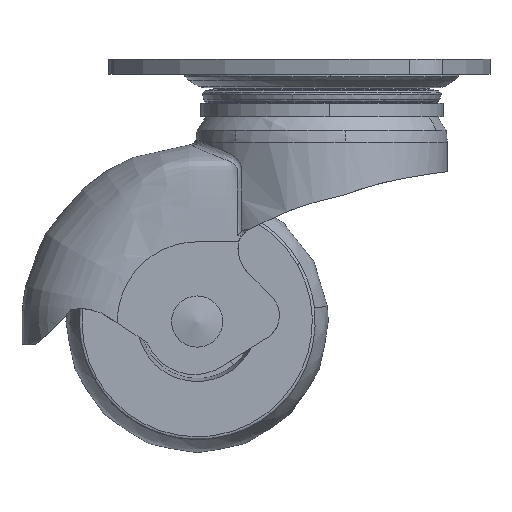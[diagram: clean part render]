
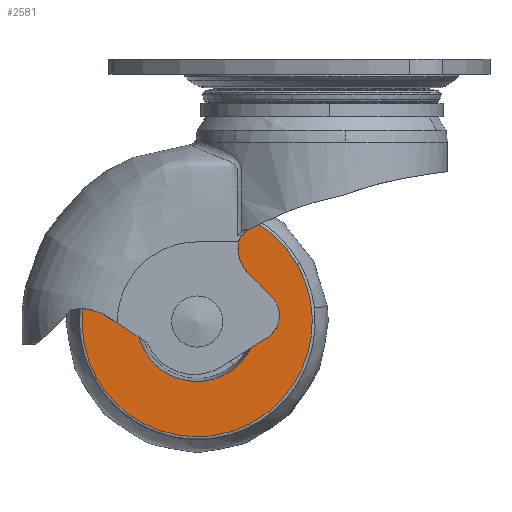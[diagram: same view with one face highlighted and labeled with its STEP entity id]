
A CAD part, front view. The second image highlights one B-rep face of the part: STEP entity #2581.
In plain terms, the highlighted free-form (B-spline) face has degree [1, 1] with [2, 2] control points.
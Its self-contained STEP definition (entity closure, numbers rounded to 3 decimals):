
#887=CARTESIAN_POINT('',(7.506,-8.,-45.219));
#888=VERTEX_POINT('',#887);
#894=CARTESIAN_POINT('',(0.0,-8.0,-30.858));
#895=VERTEX_POINT('',#894);
#896=CARTESIAN_POINT('',(0.0,-8.0,-30.858));
#897=CARTESIAN_POINT('',(9.142,-8.0,-30.858));
#898=CARTESIAN_POINT('',(9.142,-8.0,-40.0));
#899=CARTESIAN_POINT('',(9.142,-8.0,-42.866));
#900=CARTESIAN_POINT('',(7.506,-8.,-45.219));
#908=(BOUNDED_CURVE()B_SPLINE_CURVE(2,(#896,#897,#898,#899,#900),.UNSPECIFIED.,.F.,.U.)B_SPLINE_CURVE_WITH_KNOTS((3,2,3),(0.0,0.25,0.348),.UNSPECIFIED.)CURVE()GEOMETRIC_REPRESENTATION_ITEM()RATIONAL_B_SPLINE_CURVE((1.0,0.707,1.0,0.885,0.86))REPRESENTATION_ITEM(''));
#909=EDGE_CURVE('',#895,#888,#908,.T.);
#911=CARTESIAN_POINT('',(-9.114,-8.,-40.717));
#912=VERTEX_POINT('',#911);
#913=CARTESIAN_POINT('',(-9.114,-8.,-40.717));
#914=CARTESIAN_POINT('',(-9.142,-8.0,-40.359));
#915=CARTESIAN_POINT('',(-9.142,-8.0,-40.0));
#916=CARTESIAN_POINT('',(-9.142,-8.0,-30.858));
#917=CARTESIAN_POINT('',(0.0,-8.0,-30.858));
#925=(BOUNDED_CURVE()B_SPLINE_CURVE(2,(#913,#914,#915,#916,#917),.UNSPECIFIED.,.F.,.U.)B_SPLINE_CURVE_WITH_KNOTS((3,2,3),(0.736,0.75,1.0),.UNSPECIFIED.)CURVE()GEOMETRIC_REPRESENTATION_ITEM()RATIONAL_B_SPLINE_CURVE((0.97,0.984,1.0,0.707,1.0))REPRESENTATION_ITEM(''));
#926=EDGE_CURVE('',#912,#895,#925,.T.);
#1030=CARTESIAN_POINT('',(0.0,-8.0,-49.142));
#1031=VERTEX_POINT('',#1030);
#1032=CARTESIAN_POINT('',(0.0,-8.0,-49.142));
#1033=CARTESIAN_POINT('',(-8.451,-8.0,-49.142));
#1034=CARTESIAN_POINT('',(-9.114,-8.,-40.717));
#1042=(BOUNDED_CURVE()B_SPLINE_CURVE(2,(#1032,#1033,#1034),.UNSPECIFIED.,.F.,.U.)B_SPLINE_CURVE_WITH_KNOTS((3,3),(0.5,0.736),.UNSPECIFIED.)CURVE()GEOMETRIC_REPRESENTATION_ITEM()RATIONAL_B_SPLINE_CURVE((1.0,0.723,0.97))REPRESENTATION_ITEM(''));
#1043=EDGE_CURVE('',#1031,#912,#1042,.T.);
#1045=CARTESIAN_POINT('',(7.506,-8.,-45.219));
#1046=CARTESIAN_POINT('',(4.778,-8.0,-49.142));
#1047=CARTESIAN_POINT('',(0.0,-8.0,-49.142));
#1055=(BOUNDED_CURVE()B_SPLINE_CURVE(2,(#1045,#1046,#1047),.UNSPECIFIED.,.F.,.U.)B_SPLINE_CURVE_WITH_KNOTS((3,3),(0.348,0.5),.UNSPECIFIED.)CURVE()GEOMETRIC_REPRESENTATION_ITEM()RATIONAL_B_SPLINE_CURVE((0.86,0.822,1.0))REPRESENTATION_ITEM(''));
#1056=EDGE_CURVE('',#888,#1031,#1055,.T.);
#2077=CARTESIAN_POINT('',(-15.284,-8.0,-48.655));
#2078=VERTEX_POINT('',#2077);
#2092=CARTESIAN_POINT('',(0.0,-8.0,-22.435));
#2093=VERTEX_POINT('',#2092);
#2094=CARTESIAN_POINT('',(-15.284,-8.0,-48.655));
#2095=CARTESIAN_POINT('',(-17.565,-8.0,-44.628));
#2096=CARTESIAN_POINT('',(-17.565,-8.0,-40.0));
#2097=CARTESIAN_POINT('',(-17.565,-8.0,-22.435));
#2098=CARTESIAN_POINT('',(0.0,-8.0,-22.435));
#2106=(BOUNDED_CURVE()B_SPLINE_CURVE(2,(#2094,#2095,#2096,#2097,#2098),.UNSPECIFIED.,.F.,.U.)B_SPLINE_CURVE_WITH_KNOTS((3,2,3),(0.666,0.75,1.0),.UNSPECIFIED.)CURVE()GEOMETRIC_REPRESENTATION_ITEM()RATIONAL_B_SPLINE_CURVE((0.869,0.902,1.0,0.707,1.0))REPRESENTATION_ITEM(''));
#2107=EDGE_CURVE('',#2078,#2093,#2106,.T.);
#2109=CARTESIAN_POINT('',(15.284,-8.0,-31.345));
#2110=VERTEX_POINT('',#2109);
#2111=CARTESIAN_POINT('',(0.0,-8.0,-22.435));
#2112=CARTESIAN_POINT('',(10.239,-8.,-22.435));
#2113=CARTESIAN_POINT('',(15.284,-8.0,-31.345));
#2121=(BOUNDED_CURVE()B_SPLINE_CURVE(2,(#2111,#2112,#2113),.UNSPECIFIED.,.F.,.U.)B_SPLINE_CURVE_WITH_KNOTS((3,3),(0.0,0.166),.UNSPECIFIED.)CURVE()GEOMETRIC_REPRESENTATION_ITEM()RATIONAL_B_SPLINE_CURVE((1.0,0.805,0.869))REPRESENTATION_ITEM(''));
#2122=EDGE_CURVE('',#2093,#2110,#2121,.T.);
#2224=CARTESIAN_POINT('',(0.0,-8.0,-57.565));
#2225=VERTEX_POINT('',#2224);
#2226=CARTESIAN_POINT('',(15.284,-8.0,-31.345));
#2227=CARTESIAN_POINT('',(17.565,-8.0,-35.372));
#2228=CARTESIAN_POINT('',(17.565,-8.0,-40.0));
#2229=CARTESIAN_POINT('',(17.565,-8.0,-57.565));
#2230=CARTESIAN_POINT('',(0.0,-8.0,-57.565));
#2238=(BOUNDED_CURVE()B_SPLINE_CURVE(2,(#2226,#2227,#2228,#2229,#2230),.UNSPECIFIED.,.F.,.U.)B_SPLINE_CURVE_WITH_KNOTS((3,2,3),(0.166,0.25,0.5),.UNSPECIFIED.)CURVE()GEOMETRIC_REPRESENTATION_ITEM()RATIONAL_B_SPLINE_CURVE((0.869,0.902,1.0,0.707,1.0))REPRESENTATION_ITEM(''));
#2239=EDGE_CURVE('',#2110,#2225,#2238,.T.);
#2241=CARTESIAN_POINT('',(0.0,-8.0,-57.565));
#2242=CARTESIAN_POINT('',(-10.239,-8.0,-57.565));
#2243=CARTESIAN_POINT('',(-15.284,-8.0,-48.655));
#2251=(BOUNDED_CURVE()B_SPLINE_CURVE(2,(#2241,#2242,#2243),.UNSPECIFIED.,.F.,.U.)B_SPLINE_CURVE_WITH_KNOTS((3,3),(0.5,0.666),.UNSPECIFIED.)CURVE()GEOMETRIC_REPRESENTATION_ITEM()RATIONAL_B_SPLINE_CURVE((1.0,0.805,0.869))REPRESENTATION_ITEM(''));
#2252=EDGE_CURVE('',#2225,#2078,#2251,.T.);
#2564=CARTESIAN_POINT('',(-19.312,-8.0,-59.319));
#2565=CARTESIAN_POINT('',(-19.312,-8.0,-20.681));
#2566=CARTESIAN_POINT('',(19.312,-8.0,-59.319));
#2567=CARTESIAN_POINT('',(19.312,-8.0,-20.681));
#2568=B_SPLINE_SURFACE_WITH_KNOTS('',1,1,((#2564,#2566),(#2565,#2567)),.UNSPECIFIED.,.F.,.F.,.U.,(2,2),(2,2),(0.0,38.639),(0.0,38.623),.UNSPECIFIED.);
#2569=ORIENTED_EDGE('',*,*,#2107,.F.);
#2570=ORIENTED_EDGE('',*,*,#2252,.F.);
#2571=ORIENTED_EDGE('',*,*,#2239,.F.);
#2572=ORIENTED_EDGE('',*,*,#2122,.F.);
#2573=EDGE_LOOP('',(#2569,#2570,#2571,#2572));
#2574=FACE_OUTER_BOUND('',#2573,.T.);
#2575=ORIENTED_EDGE('',*,*,#1043,.T.);
#2576=ORIENTED_EDGE('',*,*,#926,.T.);
#2577=ORIENTED_EDGE('',*,*,#909,.T.);
#2578=ORIENTED_EDGE('',*,*,#1056,.T.);
#2579=EDGE_LOOP('',(#2575,#2576,#2577,#2578));
#2580=FACE_BOUND('',#2579,.T.);
#2581=ADVANCED_FACE('',(#2574,#2580),#2568,.F.);
